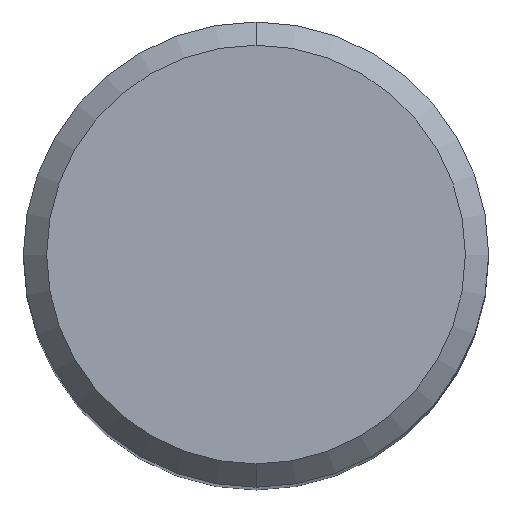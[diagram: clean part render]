
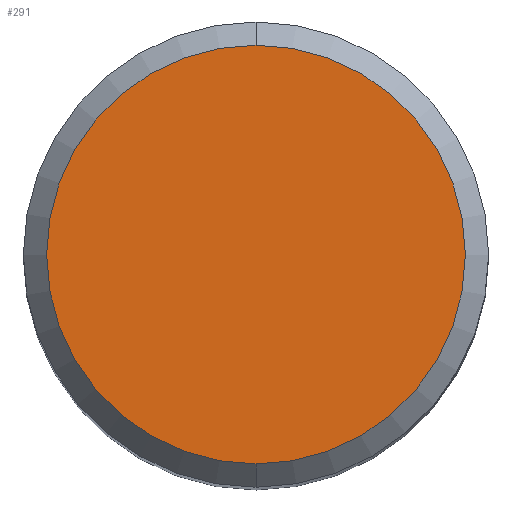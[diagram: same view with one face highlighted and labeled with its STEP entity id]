
A CAD part, top view. The second image highlights one B-rep face of the part: STEP entity #291.
In plain terms, the highlighted planar face has unit normal (0, 0, 1).
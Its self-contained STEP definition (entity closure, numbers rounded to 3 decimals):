
#229=VERTEX_POINT('',#522);
#265=VERTEX_POINT('',#565);
#291=ADVANCED_FACE('',(#593),#594,.T.);
#431=EDGE_CURVE('',#229,#265,#748,.T.);
#439=EDGE_CURVE('',#265,#229,#758,.T.);
#522=CARTESIAN_POINT('',(0.,-3.6,0.0));
#565=CARTESIAN_POINT('',(0.0,3.6,0.0));
#593=FACE_OUTER_BOUND('',#1073,.T.);
#594=PLANE('',#1074);
#748=CIRCLE('',#1376,3.6);
#758=CIRCLE('',#1389,3.6);
#1073=EDGE_LOOP('',(#1533,#1534));
#1074=AXIS2_PLACEMENT_3D('',#1535,#1536,#1537);
#1376=AXIS2_PLACEMENT_3D('',#1704,#1705,#1706);
#1389=AXIS2_PLACEMENT_3D('',#1724,#1725,#1726);
#1533=ORIENTED_EDGE('',*,*,#439,.F.);
#1534=ORIENTED_EDGE('',*,*,#431,.F.);
#1535=CARTESIAN_POINT('',(0.0,1.8,0.0));
#1536=DIRECTION('',(-0.0,0.0,1.0));
#1537=DIRECTION('',(0.0,-1.0,0.0));
#1704=CARTESIAN_POINT('',(0.0,0.0,0.0));
#1705=DIRECTION('',(0.0,0.0,-1.0));
#1706=DIRECTION('',(0.0,1.0,0.0));
#1724=CARTESIAN_POINT('',(0.0,0.0,0.0));
#1725=DIRECTION('',(0.0,0.0,-1.0));
#1726=DIRECTION('',(0.0,1.0,0.0));
